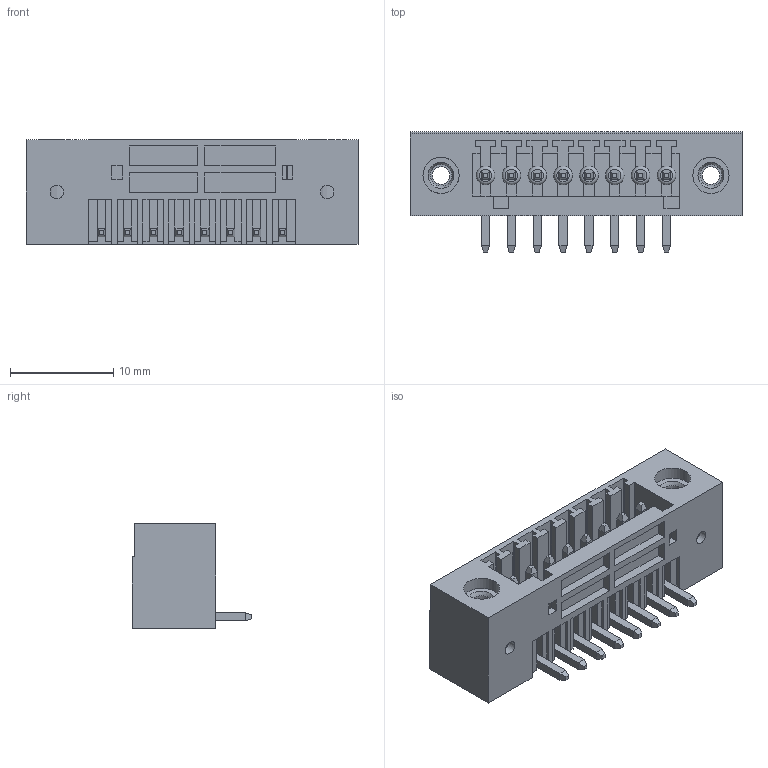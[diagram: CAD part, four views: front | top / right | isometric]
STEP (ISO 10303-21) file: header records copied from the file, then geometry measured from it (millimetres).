
FILE_DESCRIPTION(/* description */ ('Unknown'),/* implementation_level */ '2;1');
FILE_NAME(/* name */ '691382040008',/* time_stamp */ '2016-03-29T17:48:29+02:00',/* author */ ('Unknown'),/* organization */ ('Unknown'),/* preprocessor_version */ 'ST-DEVELOPER v16',/* originating_system */ 'DEX',/* authorisation */ $);
FILE_SCHEMA (('AUTOMOTIVE_DESIGN {1 0 10303 214 3 1 1}'));
Length unit declared in the file: millimetre
Products named in the file (4): 6913820400xx; 691382040008; 6913820400xx_PIN; 6913820400xx_Thread
Assembly tree (11 placements, depth 2):
  6913820400xx
    691382040008
    6913820400xx_PIN  x8
    6913820400xx_Thread  x2
Bounding box: 32.1 x 11.6 x 10.1 mm (x, y, z)
Volume: 1485.3 mm3; surface area: 3815.1 mm2
Topology: 11 solids, 11 shells, 642 faces, 1710 edges, 1105 vertices
Faces by surface type: plane 594, cylinder 38, torus 8, cone 2
Full cylindrical faces by diameter (mm): 1.3 x2, 1.7 x2, 1.8 x8, 2.113 x2, 3.5 x4
Entity records: 16061 total; most frequent: CARTESIAN_POINT 2830, ORIENTED_EDGE 2772, DIRECTION 2509, EDGE_CURVE 1386, LINE 1309, VECTOR 1309, VERTEX_POINT 921, AXIS2_PLACEMENT_3D 600
